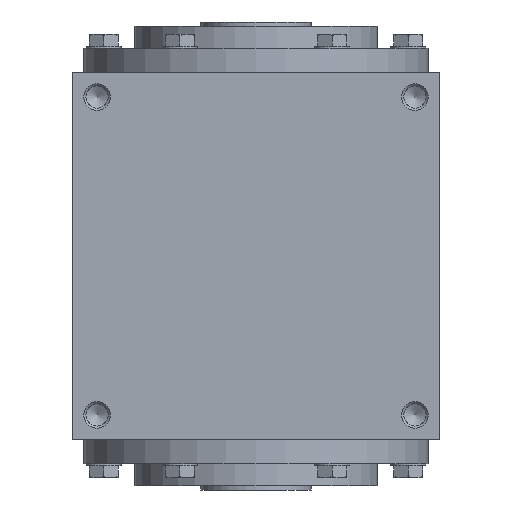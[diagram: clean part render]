
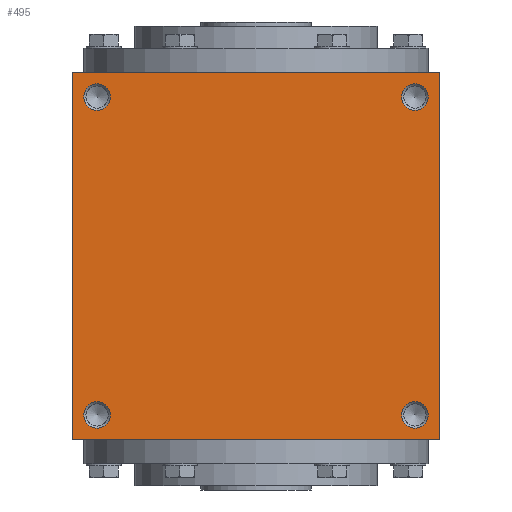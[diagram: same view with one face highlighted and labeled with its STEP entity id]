
A CAD part, left-side view. The second image highlights one B-rep face of the part: STEP entity #495.
In plain terms, the highlighted face is planar.
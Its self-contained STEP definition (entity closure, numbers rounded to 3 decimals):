
#495 = ADVANCED_FACE( '', ( #1002, #1003, #1004, #1005, #1006 ), #1007, .F. );
#1002 = FACE_BOUND( '', #1637, .T. );
#1003 = FACE_BOUND( '', #1638, .T. );
#1004 = FACE_BOUND( '', #1639, .T. );
#1005 = FACE_BOUND( '', #1640, .T. );
#1006 = FACE_OUTER_BOUND( '', #1641, .T. );
#1007 = PLANE( '', #1642 );
#1637 = EDGE_LOOP( '', ( #2440 ) );
#1638 = EDGE_LOOP( '', ( #2441 ) );
#1639 = EDGE_LOOP( '', ( #2442 ) );
#1640 = EDGE_LOOP( '', ( #2443 ) );
#1641 = EDGE_LOOP( '', ( #2444, #2445, #2446, #2447 ) );
#1642 = AXIS2_PLACEMENT_3D( '', #2448, #2449, #2450 );
#2440 = ORIENTED_EDGE( '', *, *, #3458, .F. );
#2441 = ORIENTED_EDGE( '', *, *, #3459, .T. );
#2442 = ORIENTED_EDGE( '', *, *, #3460, .F. );
#2443 = ORIENTED_EDGE( '', *, *, #3401, .T. );
#2444 = ORIENTED_EDGE( '', *, *, #3461, .F. );
#2445 = ORIENTED_EDGE( '', *, *, #3462, .F. );
#2446 = ORIENTED_EDGE( '', *, *, #3318, .F. );
#2447 = ORIENTED_EDGE( '', *, *, #3451, .F. );
#2448 = CARTESIAN_POINT( '', ( 0., 0., -83. ) );
#2449 = DIRECTION( '', ( 0., 0., 1. ) );
#2450 = DIRECTION( '', ( 1., 0., 0. ) );
#3318 = EDGE_CURVE( '', #3814, #3815, #3816, .T. );
#3401 = EDGE_CURVE( '', #3947, #3947, #3948, .T. );
#3451 = EDGE_CURVE( '', #4017, #3814, #4018, .T. );
#3458 = EDGE_CURVE( '', #4028, #4028, #4029, .T. );
#3459 = EDGE_CURVE( '', #4030, #4030, #4031, .T. );
#3460 = EDGE_CURVE( '', #4032, #4032, #4033, .T. );
#3461 = EDGE_CURVE( '', #4034, #4017, #4035, .T. );
#3462 = EDGE_CURVE( '', #3815, #4034, #4036, .T. );
#3814 = VERTEX_POINT( '', #4457 );
#3815 = VERTEX_POINT( '', #4458 );
#3816 = LINE( '', #4459, #4460 );
#3947 = VERTEX_POINT( '', #4638 );
#3948 = CIRCLE( '', #4639, 6. );
#4017 = VERTEX_POINT( '', #4718 );
#4018 = LINE( '', #4719, #4720 );
#4028 = VERTEX_POINT( '', #4732 );
#4029 = CIRCLE( '', #4733, 6. );
#4030 = VERTEX_POINT( '', #4734 );
#4031 = CIRCLE( '', #4735, 6. );
#4032 = VERTEX_POINT( '', #4736 );
#4033 = CIRCLE( '', #4737, 6. );
#4034 = VERTEX_POINT( '', #4738 );
#4035 = LINE( '', #4739, #4740 );
#4036 = LINE( '', #4741, #4742 );
#4457 = CARTESIAN_POINT( '', ( 83., -83., -83. ) );
#4458 = CARTESIAN_POINT( '', ( 83., 83., -83. ) );
#4459 = CARTESIAN_POINT( '', ( 83., -83., -83. ) );
#4460 = VECTOR( '', #5322, 1000. );
#4638 = CARTESIAN_POINT( '', ( 78., -72., -83. ) );
#4639 = AXIS2_PLACEMENT_3D( '', #5457, #5458, #5459 );
#4718 = CARTESIAN_POINT( '', ( -83., -83., -83. ) );
#4719 = CARTESIAN_POINT( '', ( -83., -83., -83. ) );
#4720 = VECTOR( '', #5544, 1000. );
#4732 = CARTESIAN_POINT( '', ( -78., 72., -83. ) );
#4733 = AXIS2_PLACEMENT_3D( '', #5553, #5554, #5555 );
#4734 = CARTESIAN_POINT( '', ( 78., 72., -83. ) );
#4735 = AXIS2_PLACEMENT_3D( '', #5556, #5557, #5558 );
#4736 = CARTESIAN_POINT( '', ( -78., -72., -83. ) );
#4737 = AXIS2_PLACEMENT_3D( '', #5559, #5560, #5561 );
#4738 = CARTESIAN_POINT( '', ( -83., 83., -83. ) );
#4739 = CARTESIAN_POINT( '', ( -83., 83., -83. ) );
#4740 = VECTOR( '', #5562, 1000. );
#4741 = CARTESIAN_POINT( '', ( 83., 83., -83. ) );
#4742 = VECTOR( '', #5563, 1000. );
#5322 = DIRECTION( '', ( 0., 1., 0. ) );
#5457 = CARTESIAN_POINT( '', ( 72., -72., -83. ) );
#5458 = DIRECTION( '', ( 0., 0., 1. ) );
#5459 = DIRECTION( '', ( 1., 0., 0. ) );
#5544 = DIRECTION( '', ( 1., 0., 0. ) );
#5553 = CARTESIAN_POINT( '', ( -72., 72., -83. ) );
#5554 = DIRECTION( '', ( 0., 0., -1. ) );
#5555 = DIRECTION( '', ( -1., 0., 0. ) );
#5556 = CARTESIAN_POINT( '', ( 72., 72., -83. ) );
#5557 = DIRECTION( '', ( 0., 0., 1. ) );
#5558 = DIRECTION( '', ( 1., 0., 0. ) );
#5559 = CARTESIAN_POINT( '', ( -72., -72., -83. ) );
#5560 = DIRECTION( '', ( 0., 0., -1. ) );
#5561 = DIRECTION( '', ( -1., 0., 0. ) );
#5562 = DIRECTION( '', ( 0., -1., 0. ) );
#5563 = DIRECTION( '', ( -1., 0., 0. ) );
